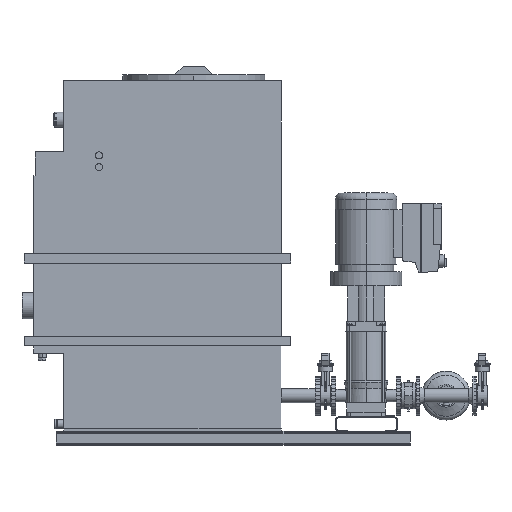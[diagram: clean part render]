
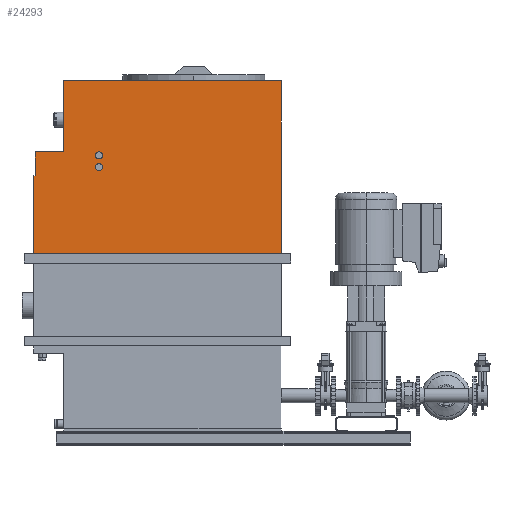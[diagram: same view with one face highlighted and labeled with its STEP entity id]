
A CAD part, front view. The second image highlights one B-rep face of the part: STEP entity #24293.
In plain terms, the highlighted planar face has unit normal (0, -1, 0).
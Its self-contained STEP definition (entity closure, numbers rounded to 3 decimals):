
#15697=EDGE_CURVE('',#23317,#22073,#45525,.T.);
#16187=VERTEX_POINT('',#46052);
#16475=VERTEX_POINT('',#46378);
#17587=VERTEX_POINT('',#47588);
#18583=EDGE_CURVE('',#27027,#16475,#48671,.T.);
#19309=EDGE_CURVE('',#23317,#25389,#49478,.T.);
#19721=EDGE_CURVE('',#32301,#33893,#49933,.T.);
#20801=VERTEX_POINT('',#51115);
#21313=EDGE_CURVE('',#22337,#16475,#51680,.T.);
#21741=EDGE_CURVE('',#17587,#20801,#52153,.T.);
#22031=EDGE_CURVE('',#16187,#32147,#52475,.T.);
#22073=VERTEX_POINT('',#52523);
#22337=VERTEX_POINT('',#52809);
#23317=VERTEX_POINT('',#53907);
#24293=ADVANCED_FACE('',(#54970,#54971,#54972),#54973,.F.);
#25389=VERTEX_POINT('',#56181);
#27027=VERTEX_POINT('',#57978);
#30343=EDGE_CURVE('',#16187,#25389,#61590,.T.);
#32147=VERTEX_POINT('',#63568);
#32301=VERTEX_POINT('',#63739);
#33893=VERTEX_POINT('',#65482);
#34223=EDGE_CURVE('',#20801,#17587,#65843,.T.);
#36319=EDGE_CURVE('',#22337,#22073,#68155,.T.);
#37255=EDGE_CURVE('',#32147,#27027,#69188,.T.);
#41771=EDGE_CURVE('',#33893,#32301,#74157,.T.);
#45525=LINE('',#78544,#78545);
#46052=CARTESIAN_POINT('',(30.0,-360.0,1540.0));
#46378=CARTESIAN_POINT('',(-95.0,-360.0,810.0));
#47588=CARTESIAN_POINT('',(180.0,-360.0,1210.0));
#48671=LINE('',#83147,#83148);
#49478=LINE('',#84329,#84330);
#49933=CIRCLE('',#84971,15.0);
#51115=CARTESIAN_POINT('',(180.0,-360.0,1240.0));
#51680=LINE('',#87453,#87454);
#52153=CIRCLE('',#88129,15.0);
#52475=LINE('',#88581,#88582);
#52523=CARTESIAN_POINT('',(-90.0,-360.0,1140.0));
#52809=CARTESIAN_POINT('',(-95.0,-360.0,1140.0));
#53907=CARTESIAN_POINT('',(-90.0,-360.0,1240.0));
#54970=FACE_BOUND('',#92236,.T.);
#54971=FACE_BOUND('',#92237,.T.);
#54972=FACE_OUTER_BOUND('',#92238,.T.);
#54973=PLANE('',#92239);
#56181=CARTESIAN_POINT('',(30.0,-360.0,1240.0));
#57978=CARTESIAN_POINT('',(950.0,-360.0,810.0));
#61590=LINE('',#101923,#101924);
#63568=CARTESIAN_POINT('',(950.0,-360.0,1540.0));
#63739=CARTESIAN_POINT('',(180.0,-360.0,1160.0));
#65482=CARTESIAN_POINT('',(180.0,-360.0,1190.0));
#65843=CIRCLE('',#108074,15.0);
#68155=LINE('',#111483,#111484);
#69188=LINE('',#112987,#112988);
#74157=CIRCLE('',#120436,15.0);
#78544=CARTESIAN_POINT('',(-90.0,-360.0,1190.0));
#78545=VECTOR('',#125750,1.0);
#83147=CARTESIAN_POINT('',(-42.497,-360.0,810.0));
#83148=VECTOR('',#128842,1.0);
#84329=CARTESIAN_POINT('',(-30.0,-360.0,1240.0));
#84330=VECTOR('',#129775,1.0);
#84971=AXIS2_PLACEMENT_3D('',#130234,#130235,#130236);
#87453=CARTESIAN_POINT('',(-95.0,-360.0,765.0));
#87454=VECTOR('',#131959,1.0);
#88129=AXIS2_PLACEMENT_3D('',#132426,#132427,#132428);
#88581=CARTESIAN_POINT('',(490.0,-360.0,1540.0));
#88582=VECTOR('',#132757,1.0);
#92236=EDGE_LOOP('',(#135456,#135457));
#92237=EDGE_LOOP('',(#135458,#135459));
#92238=EDGE_LOOP('',(#135460,#135461,#135462,#135463,#135464,#135465,#135466,#135467));
#92239=AXIS2_PLACEMENT_3D('',#135468,#135469,#135470);
#101923=CARTESIAN_POINT('',(30.0,-360.0,805.0));
#101924=VECTOR('',#142264,1.0);
#108074=AXIS2_PLACEMENT_3D('',#146508,#146509,#146510);
#111483=CARTESIAN_POINT('',(-32.5,-360.0,1140.0));
#111484=VECTOR('',#149101,1.0);
#112987=CARTESIAN_POINT('',(950.0,-360.0,805.0));
#112988=VECTOR('',#150321,1.0);
#120436=AXIS2_PLACEMENT_3D('',#155943,#155944,#155945);
#125750=DIRECTION('',(0.0,0.0,-1.0));
#128842=DIRECTION('',(-1.0,0.0,0.0));
#129775=DIRECTION('',(1.0,0.0,0.0));
#130234=CARTESIAN_POINT('',(180.0,-360.0,1175.0));
#130235=DIRECTION('',(0.0,1.0,0.0));
#130236=DIRECTION('',(0.0,0.0,-1.0));
#131959=DIRECTION('',(0.0,0.0,-1.0));
#132426=CARTESIAN_POINT('',(180.0,-360.0,1225.0));
#132427=DIRECTION('',(0.0,1.0,0.0));
#132428=DIRECTION('',(0.0,0.0,-1.0));
#132757=DIRECTION('',(1.0,0.0,0.0));
#135456=ORIENTED_EDGE('',*,*,#19721,.T.);
#135457=ORIENTED_EDGE('',*,*,#41771,.T.);
#135458=ORIENTED_EDGE('',*,*,#21741,.T.);
#135459=ORIENTED_EDGE('',*,*,#34223,.T.);
#135460=ORIENTED_EDGE('',*,*,#18583,.F.);
#135461=ORIENTED_EDGE('',*,*,#37255,.F.);
#135462=ORIENTED_EDGE('',*,*,#22031,.F.);
#135463=ORIENTED_EDGE('',*,*,#30343,.T.);
#135464=ORIENTED_EDGE('',*,*,#19309,.F.);
#135465=ORIENTED_EDGE('',*,*,#15697,.T.);
#135466=ORIENTED_EDGE('',*,*,#36319,.F.);
#135467=ORIENTED_EDGE('',*,*,#21313,.T.);
#135468=CARTESIAN_POINT('',(490.0,-360.0,805.0));
#135469=DIRECTION('',(0.0,1.0,0.0));
#135470=DIRECTION('',(0.0,0.0,1.0));
#142264=DIRECTION('',(0.0,0.0,-1.0));
#146508=CARTESIAN_POINT('',(180.0,-360.0,1225.0));
#146509=DIRECTION('',(0.0,1.0,0.0));
#146510=DIRECTION('',(0.0,0.0,-1.0));
#149101=DIRECTION('',(1.0,0.0,0.0));
#150321=DIRECTION('',(0.0,0.0,-1.0));
#155943=CARTESIAN_POINT('',(180.0,-360.0,1175.0));
#155944=DIRECTION('',(0.0,1.0,0.0));
#155945=DIRECTION('',(0.0,0.0,-1.0));
